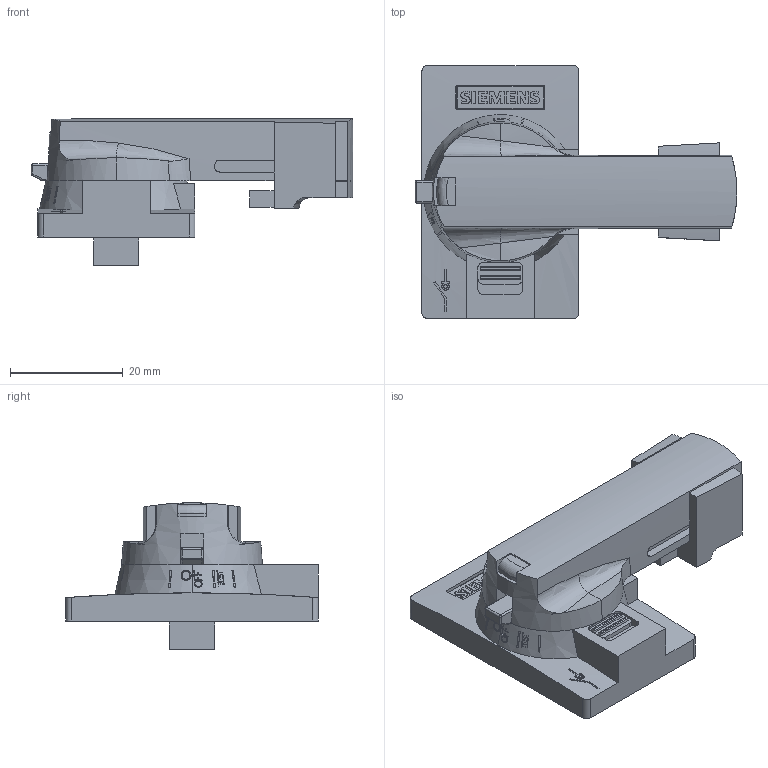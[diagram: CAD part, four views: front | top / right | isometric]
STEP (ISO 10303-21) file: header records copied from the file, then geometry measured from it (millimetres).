
FILE_DESCRIPTION(('STEP AP214'),'1');
FILE_NAME('cctmp_EBD7ABEF-9236-4F55-B724-AC1584FD070F_2023_04_14_00_59_22_0680..stp','2023-04-13T22:59:23',('SIEMENS A&D'),('CADClick - www.CADClick.com'),'Spatial InterOp 3D postprocessed',' ','unknown authorization');
FILE_SCHEMA(('AUTOMOTIVE_DESIGN'));
Length unit declared in the file: millimetre
Products named in the file (1): 2023_04_14_00_59_22_0646
Bounding box: 57.15 x 44.9 x 26 mm (x, y, z)
Volume: 17381.3 mm3; surface area: 8853.1 mm2
Topology: 1 solids, 1 shells, 554 faces, 1505 edges, 974 vertices
Faces by surface type: plane 382, cylinder 113, cone 26, sphere 16, bspline 16, torus 1
Entity records: 33930 total; most frequent: CARTESIAN_POINT 8339, STYLED_ITEM 3018, PRESENTATION_STYLE_ASSIGNMENT 3018, ORIENTED_EDGE 2984, DIRECTION 2934, EDGE_CURVE 1490, CURVE_STYLE 1490, DRAUGHTING_PRE_DEFINED_CURVE_FONT 1490
